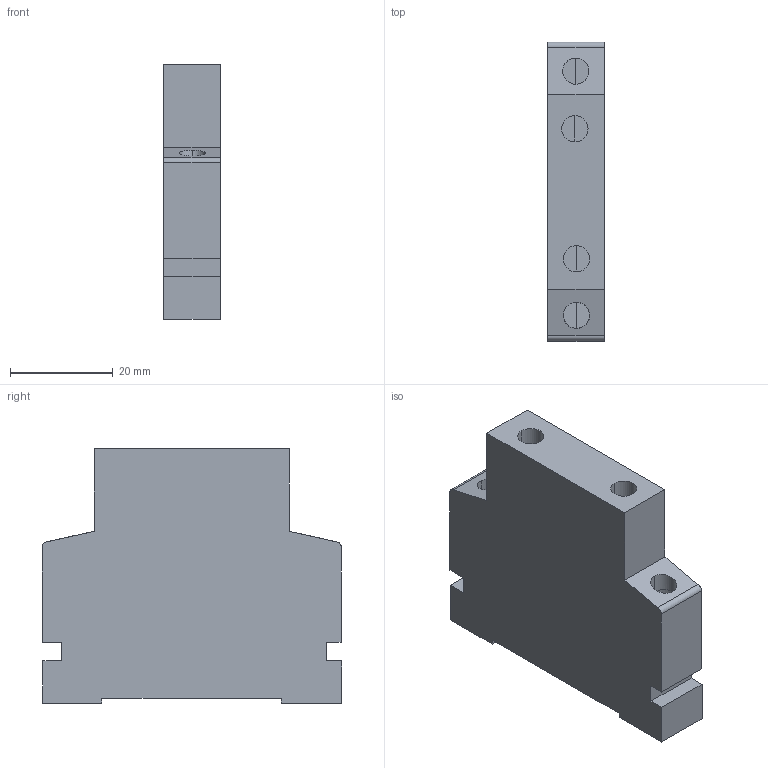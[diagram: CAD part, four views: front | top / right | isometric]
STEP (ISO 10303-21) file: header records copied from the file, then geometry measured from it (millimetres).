
FILE_DESCRIPTION(/* description */ (''),/* implementation_level */ '2;1');
FILE_NAME(/* name */ '416858 v1.step',/* time_stamp */ '2018-06-20T03:54:08+03:00',/* author */ (''),/* organization */ (''),/* preprocessor_version */ 'ST-DEVELOPER v17',/* originating_system */ 'Autodesk Translation Framework v7.1.0.215',/* authorisation */ '');
FILE_SCHEMA (('AUTOMOTIVE_DESIGN { 1 0 10303 214 3 1 1 }'));
Length unit declared in the file: millimetre
Products named in the file (2): 416858; 416858_1
Assembly tree (1 placements, depth 2):
  416858
    416858_1
Bounding box: 11.08 x 58.41 x 49.62 mm (x, y, z)
Volume: 25884.9 mm3; surface area: 8635.3 mm2
Topology: 1 solids, 1 shells, 56 faces, 126 edges, 76 vertices
Faces by surface type: plane 38, cylinder 18
Entity records: 1587 total; most frequent: DIRECTION 280, CARTESIAN_POINT 261, ORIENTED_EDGE 252, EDGE_CURVE 126, AXIS2_PLACEMENT_3D 95, LINE 90, VECTOR 90, VERTEX_POINT 76
